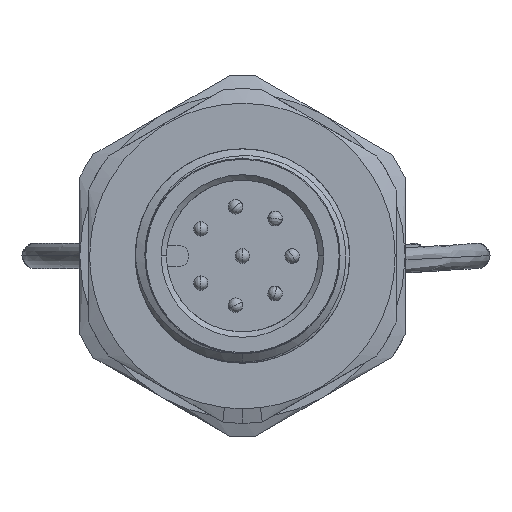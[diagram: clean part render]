
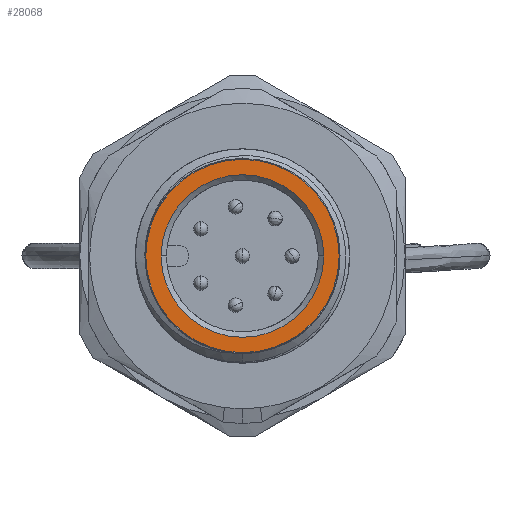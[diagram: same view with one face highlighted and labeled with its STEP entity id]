
A CAD part, left-side view. The second image highlights one B-rep face of the part: STEP entity #28068.
In plain terms, the highlighted planar face has unit normal (-1, 0, 0).
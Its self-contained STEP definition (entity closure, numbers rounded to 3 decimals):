
#575 = ORIENTED_EDGE ( 'NONE', *, *, #17537, .F. ) ;
#989 = CARTESIAN_POINT ( 'NONE',  ( -20.041, -5.935, 23.703 ) ) ;
#2459 = VERTEX_POINT ( 'NONE', #39352 ) ;
#2630 = ORIENTED_EDGE ( 'NONE', *, *, #23441, .T. ) ;
#2680 = CARTESIAN_POINT ( 'NONE',  ( -20.041, -11.285, 23.703 ) ) ;
#6878 = EDGE_LOOP ( 'NONE', ( #2630, #27658 ) ) ;
#9995 = AXIS2_PLACEMENT_3D ( 'NONE', #989, #31215, #21053 ) ;
#11927 = CIRCLE ( 'NONE', #54871, 5.35 ) ;
#17079 = CIRCLE ( 'NONE', #59007, 5.35 ) ;
#17537 = EDGE_CURVE ( 'NONE', #27967, #55612, #17079, .T. ) ;
#20441 = DIRECTION ( 'NONE',  ( 1., 0., 0. ) ) ;
#20959 = CARTESIAN_POINT ( 'NONE',  ( -20.041, -5.935, 23.703 ) ) ;
#21053 = DIRECTION ( 'NONE',  ( 0., 0., -1. ) ) ;
#23441 = EDGE_CURVE ( 'NONE', #2459, #28561, #53742, .T. ) ;
#24538 = EDGE_CURVE ( 'NONE', #55612, #27967, #11927, .T. ) ;
#27658 = ORIENTED_EDGE ( 'NONE', *, *, #50799, .T. ) ;
#27967 = VERTEX_POINT ( 'NONE', #44997 ) ;
#28068 = ADVANCED_FACE ( 'NONE', ( #36475, #55204 ), #35174, .F. ) ;
#28124 = DIRECTION ( 'NONE',  ( 0., 1., 0. ) ) ;
#28561 = VERTEX_POINT ( 'NONE', #48807 ) ;
#30207 = AXIS2_PLACEMENT_3D ( 'NONE', #49155, #45202, #58722 ) ;
#31215 = DIRECTION ( 'NONE',  ( 1., 0., 0. ) ) ;
#31461 = DIRECTION ( 'NONE',  ( 1., 0., 0. ) ) ;
#34833 = ORIENTED_EDGE ( 'NONE', *, *, #24538, .F. ) ;
#35174 = PLANE ( 'NONE',  #9995 ) ;
#35547 = CARTESIAN_POINT ( 'NONE',  ( -20.041, -5.935, 23.703 ) ) ;
#36475 = FACE_BOUND ( 'NONE', #6878, .T. ) ;
#38007 = AXIS2_PLACEMENT_3D ( 'NONE', #53399, #62308, #28124 ) ;
#39352 = CARTESIAN_POINT ( 'NONE',  ( -20.041, -1.435, 23.703 ) ) ;
#44997 = CARTESIAN_POINT ( 'NONE',  ( -20.041, -0.585, 23.703 ) ) ;
#45202 = DIRECTION ( 'NONE',  ( 1., 0., 0. ) ) ;
#48762 = DIRECTION ( 'NONE',  ( 0., -1., 0. ) ) ;
#48807 = CARTESIAN_POINT ( 'NONE',  ( -20.041, -10.435, 23.703 ) ) ;
#49155 = CARTESIAN_POINT ( 'NONE',  ( -20.041, -5.935, 23.703 ) ) ;
#50110 = CIRCLE ( 'NONE', #30207, 4.5 ) ;
#50799 = EDGE_CURVE ( 'NONE', #28561, #2459, #50110, .T. ) ;
#50830 = DIRECTION ( 'NONE',  ( 0., -1., 0. ) ) ;
#53399 = CARTESIAN_POINT ( 'NONE',  ( -20.041, -5.935, 23.703 ) ) ;
#53742 = CIRCLE ( 'NONE', #38007, 4.5 ) ;
#54871 = AXIS2_PLACEMENT_3D ( 'NONE', #20959, #31461, #50830 ) ;
#55204 = FACE_OUTER_BOUND ( 'NONE', #57956, .T. ) ;
#55612 = VERTEX_POINT ( 'NONE', #2680 ) ;
#57956 = EDGE_LOOP ( 'NONE', ( #34833, #575 ) ) ;
#58722 = DIRECTION ( 'NONE',  ( 0., 1., 0. ) ) ;
#59007 = AXIS2_PLACEMENT_3D ( 'NONE', #35547, #20441, #48762 ) ;
#62308 = DIRECTION ( 'NONE',  ( 1., 0., 0. ) ) ;
